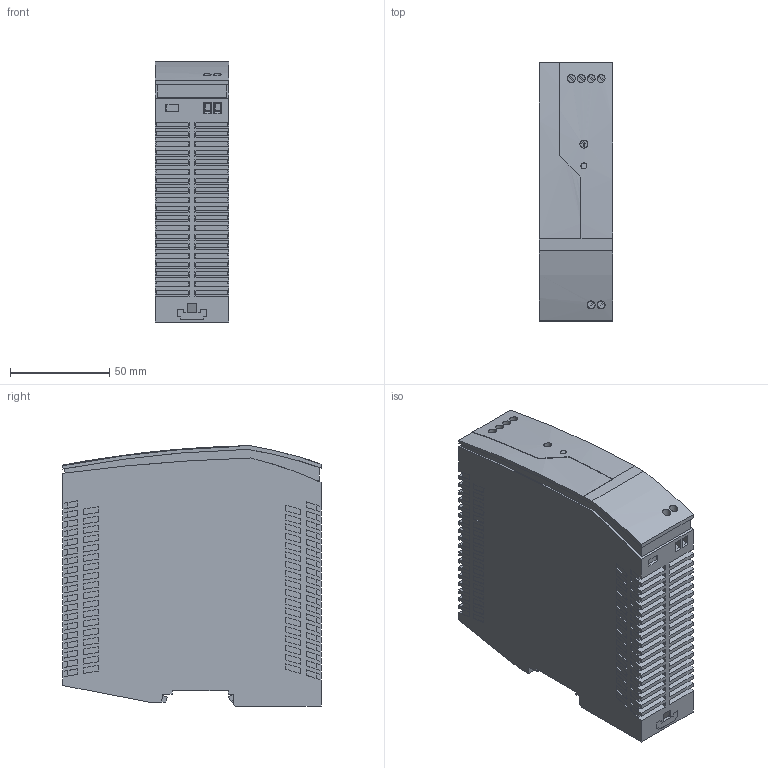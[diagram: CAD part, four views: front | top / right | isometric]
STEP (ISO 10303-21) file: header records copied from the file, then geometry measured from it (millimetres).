
FILE_DESCRIPTION(('Creo Elements/Direct Modeling STEP Export'),'2;1');
FILE_NAME('model.stp','2018-05-14T 9:02:01',(''),(''),'Creo Elements/Direct Modeling STEP processor for AP214 (Solid Model)','Creo Elements/Direct Modeling 18.1I 14-Aug-2016 (C) Parametric Technology GmbH','');
FILE_SCHEMA(('AUTOMOTIVE_DESIGN { 1 0 10303 214 1 1 1 1 }'));
Length unit declared in the file: millimetre
Products named in the file (2): UNO_PS_1AC_24DC_150W-select
Assembly tree (1 placements, depth 2):
  UNO_PS_1AC_24DC_150W-select
    UNO_PS_1AC_24DC_150W-select
Bounding box: 37 x 130 x 131 mm (x, y, z)
Volume: 580488.5 mm3; surface area: 60305.2 mm2
Topology: 1 solids, 1 shells, 1071 faces, 2910 edges, 1931 vertices
Faces by surface type: plane 818, cylinder 246, extrusion 7
Entity records: 42315 total; most frequent: CARTESIAN_POINT 6497, ORIENTED_EDGE 5820, DIRECTION 5416, EDGE_CURVE 2910, VECTOR 2238, LINE 2231, VERTEX_POINT 1931, AXIS2_PLACEMENT_3D 1589
